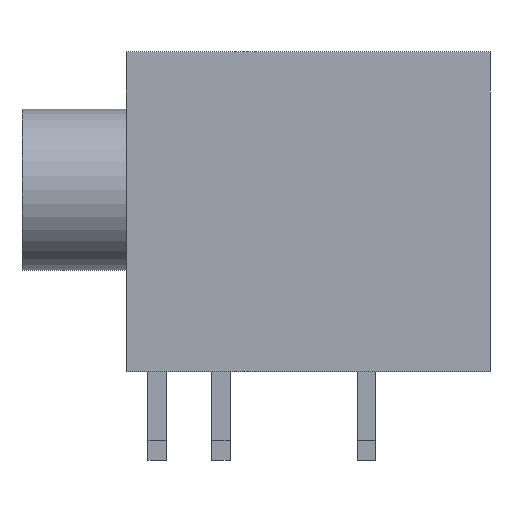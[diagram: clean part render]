
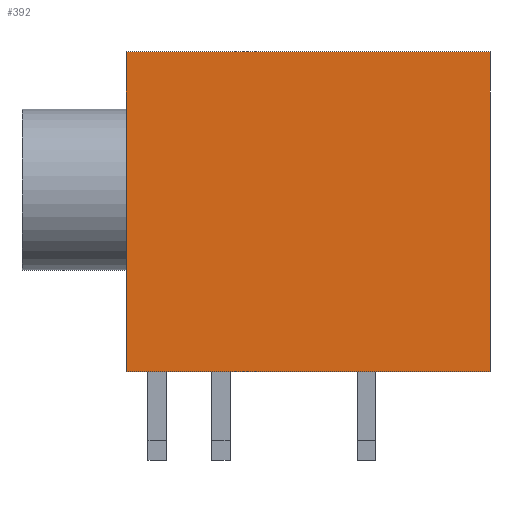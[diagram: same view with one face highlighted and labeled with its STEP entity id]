
A CAD part, front view. The second image highlights one B-rep face of the part: STEP entity #392.
In plain terms, the highlighted planar face has unit normal (0, -1, 0).
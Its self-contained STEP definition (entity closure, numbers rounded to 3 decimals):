
#138 = VERTEX_POINT('',#139);
#139 = CARTESIAN_POINT('',(12.8,-4.,0.05));
#145 = EDGE_CURVE('',#138,#146,#148,.T.);
#146 = VERTEX_POINT('',#147);
#147 = CARTESIAN_POINT('',(-1.2,-4.,0.05));
#148 = LINE('',#149,#150);
#149 = CARTESIAN_POINT('',(12.8,-4.,0.05));
#150 = VECTOR('',#151,1.);
#151 = DIRECTION('',(-1.,0.,0.));
#344 = VERTEX_POINT('',#345);
#345 = CARTESIAN_POINT('',(12.8,-4.,12.35));
#351 = EDGE_CURVE('',#344,#138,#352,.T.);
#352 = LINE('',#353,#354);
#353 = CARTESIAN_POINT('',(12.8,-4.,12.35));
#354 = VECTOR('',#355,1.);
#355 = DIRECTION('',(0.,0.,-1.));
#392 = ADVANCED_FACE('',(#393),#411,.F.);
#393 = FACE_BOUND('',#394,.F.);
#394 = EDGE_LOOP('',(#395,#403,#404,#405));
#395 = ORIENTED_EDGE('',*,*,#396,.T.);
#396 = EDGE_CURVE('',#397,#344,#399,.T.);
#397 = VERTEX_POINT('',#398);
#398 = CARTESIAN_POINT('',(-1.2,-4.,12.35));
#399 = LINE('',#400,#401);
#400 = CARTESIAN_POINT('',(-1.2,-4.,12.35));
#401 = VECTOR('',#402,1.);
#402 = DIRECTION('',(1.,0.,0.));
#403 = ORIENTED_EDGE('',*,*,#351,.T.);
#404 = ORIENTED_EDGE('',*,*,#145,.T.);
#405 = ORIENTED_EDGE('',*,*,#406,.T.);
#406 = EDGE_CURVE('',#146,#397,#407,.T.);
#407 = LINE('',#408,#409);
#408 = CARTESIAN_POINT('',(-1.2,-4.,0.05));
#409 = VECTOR('',#410,1.);
#410 = DIRECTION('',(0.,0.,1.));
#411 = PLANE('',#412);
#412 = AXIS2_PLACEMENT_3D('',#413,#414,#415);
#413 = CARTESIAN_POINT('',(5.8,-4.,6.2));
#414 = DIRECTION('',(0.,1.,0.));
#415 = DIRECTION('',(-1.,0.,0.));
